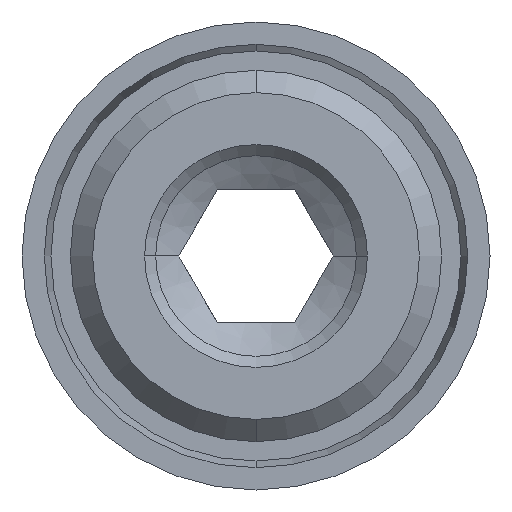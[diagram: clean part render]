
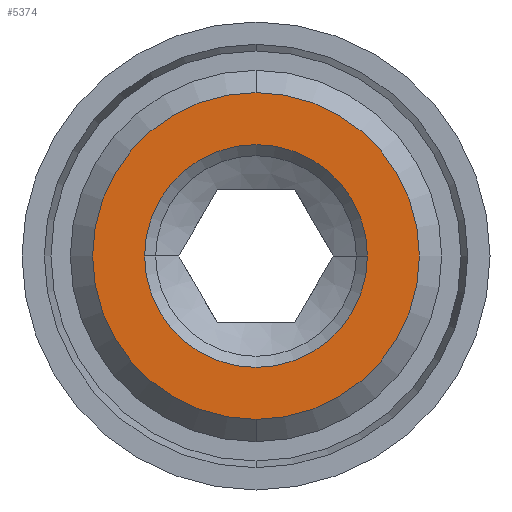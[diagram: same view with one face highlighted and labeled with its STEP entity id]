
A CAD part, front view. The second image highlights one B-rep face of the part: STEP entity #5374.
In plain terms, the highlighted planar face has unit normal (0, -1, 0).
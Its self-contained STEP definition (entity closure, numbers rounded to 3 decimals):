
#187 = CIRCLE ( 'NONE', #10494, 5. ) ;
#1377 = AXIS2_PLACEMENT_3D ( 'NONE', #10983, #3875, #16539 ) ;
#1943 = AXIS2_PLACEMENT_3D ( 'NONE', #4622, #6254, #11703 ) ;
#2595 = CIRCLE ( 'NONE', #1377, 7.331 ) ;
#2629 = DIRECTION ( 'NONE',  ( 0., -1., 0. ) ) ;
#2689 = CARTESIAN_POINT ( 'NONE',  ( 11.206, -0.713, 5.785 ) ) ;
#3527 = CARTESIAN_POINT ( 'NONE',  ( 11.206, -0.713, -1.546 ) ) ;
#3875 = DIRECTION ( 'NONE',  ( 0., -1., 0. ) ) ;
#4022 = FACE_BOUND ( 'NONE', #11775, .T. ) ;
#4039 = CARTESIAN_POINT ( 'NONE',  ( 7.917, -0.713, 5.785 ) ) ;
#4254 = AXIS2_PLACEMENT_3D ( 'NONE', #2689, #18183, #9786 ) ;
#4622 = CARTESIAN_POINT ( 'NONE',  ( 11.206, -0.713, 5.785 ) ) ;
#5374 = ADVANCED_FACE ( 'NONE', ( #4022, #14958 ), #18117, .T. ) ;
#5880 = ORIENTED_EDGE ( 'NONE', *, *, #7235, .T. ) ;
#6068 = DIRECTION ( 'NONE',  ( 0., 1., 0. ) ) ;
#6254 = DIRECTION ( 'NONE',  ( 0., 1., 0. ) ) ;
#7235 = EDGE_CURVE ( 'NONE', #7614, #15241, #14098, .T. ) ;
#7614 = VERTEX_POINT ( 'NONE', #9339 ) ;
#8310 = VERTEX_POINT ( 'NONE', #14162 ) ;
#8676 = EDGE_CURVE ( 'NONE', #15241, #7614, #2595, .T. ) ;
#9339 = CARTESIAN_POINT ( 'NONE',  ( 11.206, -0.713, 13.116 ) ) ;
#9777 = EDGE_LOOP ( 'NONE', ( #5880, #14716 ) ) ;
#9786 = DIRECTION ( 'NONE',  ( 0., 0., 1. ) ) ;
#10494 = AXIS2_PLACEMENT_3D ( 'NONE', #15752, #6068, #12937 ) ;
#10711 = EDGE_CURVE ( 'NONE', #8310, #14952, #187, .T. ) ;
#10983 = CARTESIAN_POINT ( 'NONE',  ( 11.206, -0.713, 5.785 ) ) ;
#11266 = DIRECTION ( 'NONE',  ( 0., 0., -1. ) ) ;
#11703 = DIRECTION ( 'NONE',  ( 1., 0., 0. ) ) ;
#11775 = EDGE_LOOP ( 'NONE', ( #14298, #17952 ) ) ;
#12937 = DIRECTION ( 'NONE',  ( 1., 0., 0. ) ) ;
#13135 = CIRCLE ( 'NONE', #1943, 5. ) ;
#14098 = CIRCLE ( 'NONE', #4254, 7.331 ) ;
#14162 = CARTESIAN_POINT ( 'NONE',  ( 16.206, -0.713, 5.785 ) ) ;
#14298 = ORIENTED_EDGE ( 'NONE', *, *, #10711, .T. ) ;
#14716 = ORIENTED_EDGE ( 'NONE', *, *, #8676, .T. ) ;
#14952 = VERTEX_POINT ( 'NONE', #18196 ) ;
#14958 = FACE_OUTER_BOUND ( 'NONE', #9777, .T. ) ;
#15241 = VERTEX_POINT ( 'NONE', #3527 ) ;
#15376 = AXIS2_PLACEMENT_3D ( 'NONE', #4039, #2629, #11266 ) ;
#15752 = CARTESIAN_POINT ( 'NONE',  ( 11.206, -0.713, 5.785 ) ) ;
#16539 = DIRECTION ( 'NONE',  ( 0., 0., 1. ) ) ;
#17800 = EDGE_CURVE ( 'NONE', #14952, #8310, #13135, .T. ) ;
#17952 = ORIENTED_EDGE ( 'NONE', *, *, #17800, .T. ) ;
#18117 = PLANE ( 'NONE',  #15376 ) ;
#18183 = DIRECTION ( 'NONE',  ( 0., -1., 0. ) ) ;
#18196 = CARTESIAN_POINT ( 'NONE',  ( 6.206, -0.713, 5.785 ) ) ;
